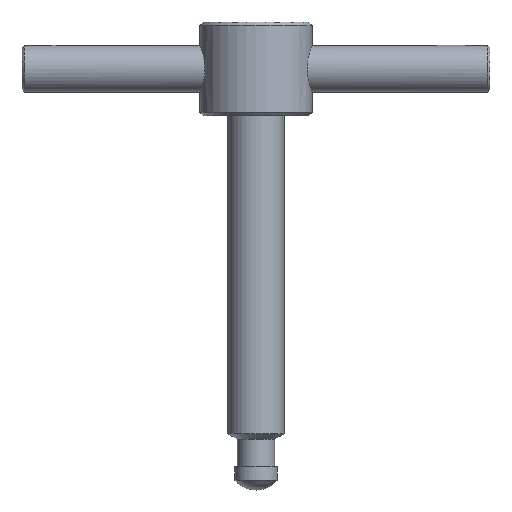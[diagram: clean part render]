
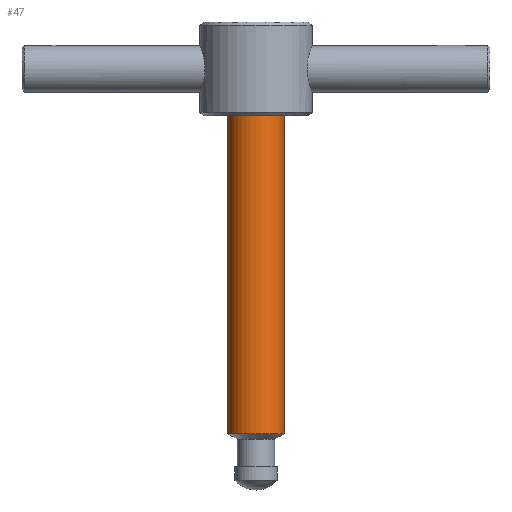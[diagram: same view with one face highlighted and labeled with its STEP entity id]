
A CAD part, top view. The second image highlights one B-rep face of the part: STEP entity #47.
In plain terms, the highlighted cylindrical face has radius 3 mm (diameter 6 mm), a full revolution.
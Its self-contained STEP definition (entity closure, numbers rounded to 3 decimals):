
#47 = ADVANCED_FACE( '', ( #104, #105 ), #106, .T. );
#104 = FACE_OUTER_BOUND( '', #178, .T. );
#105 = FACE_OUTER_BOUND( '', #179, .T. );
#106 = CYLINDRICAL_SURFACE( '', #180, 3. );
#178 = EDGE_LOOP( '', ( #252 ) );
#179 = EDGE_LOOP( '', ( #253 ) );
#180 = AXIS2_PLACEMENT_3D( '', #254, #255, #256 );
#252 = ORIENTED_EDGE( '', *, *, #344, .F. );
#253 = ORIENTED_EDGE( '', *, *, #345, .T. );
#254 = CARTESIAN_POINT( '', ( 0., 0., 0. ) );
#255 = DIRECTION( '', ( 0., 1., 0. ) );
#256 = DIRECTION( '', ( 0., 0., -1. ) );
#344 = EDGE_CURVE( '', #382, #382, #383, .T. );
#345 = EDGE_CURVE( '', #384, #384, #385, .T. );
#382 = VERTEX_POINT( '', #431 );
#383 = CIRCLE( '', #432, 3. );
#384 = VERTEX_POINT( '', #433 );
#385 = CIRCLE( '', #434, 3. );
#431 = CARTESIAN_POINT( '', ( 0., 6., -3. ) );
#432 = AXIS2_PLACEMENT_3D( '', #603, #604, #605 );
#433 = CARTESIAN_POINT( '', ( 0., 40., -3. ) );
#434 = AXIS2_PLACEMENT_3D( '', #606, #607, #608 );
#603 = CARTESIAN_POINT( '', ( 0., 6., 0. ) );
#604 = DIRECTION( '', ( 0., -1., 0. ) );
#605 = DIRECTION( '', ( 0., 0., -1. ) );
#606 = CARTESIAN_POINT( '', ( 0., 40., 0. ) );
#607 = DIRECTION( '', ( 0., -1., 0. ) );
#608 = DIRECTION( '', ( 0., 0., -1. ) );
